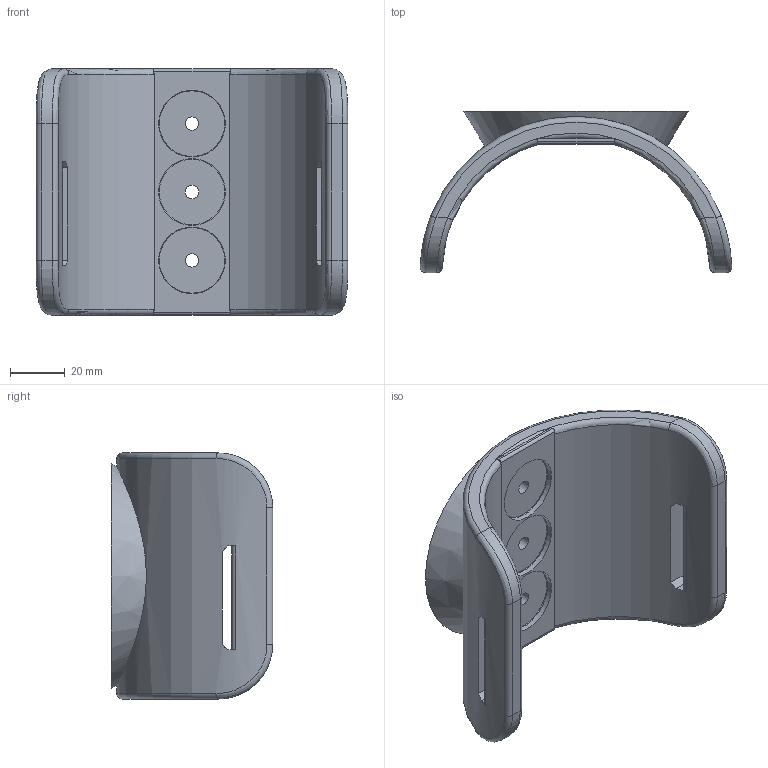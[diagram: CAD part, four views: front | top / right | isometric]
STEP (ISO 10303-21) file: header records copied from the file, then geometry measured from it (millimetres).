
FILE_DESCRIPTION(('FreeCAD Model'),'2;1');
FILE_NAME('Open CASCADE Shape Model','2021-03-25T16:20:08',('Author'),( ''),'Open CASCADE STEP processor 7.5','FreeCAD','Unknown');
FILE_SCHEMA(('AUTOMOTIVE_DESIGN { 1 0 10303 214 1 1 1 1 }'));
Length unit declared in the file: millimetre
Products named in the file (1): Chamfer
Bounding box: 113.92 x 59 x 90 mm (x, y, z)
Volume: 137852.9 mm3; surface area: 36969 mm2
Topology: 1 solids, 1 shells, 68 faces, 177 edges, 115 vertices
Faces by surface type: plane 29, cylinder 23, bspline 8, torus 7, cone 1
Full cylindrical faces by diameter (mm): 4.9 x3, 24.4 x3
Entity records: 8529 total; most frequent: CARTESIAN_POINT 4945, DIRECTION 580, ORIENTED_EDGE 354, PCURVE 354, DEFINITIONAL_REPRESENTATION 354, LINE 274, VECTOR 274, EDGE_CURVE 177
